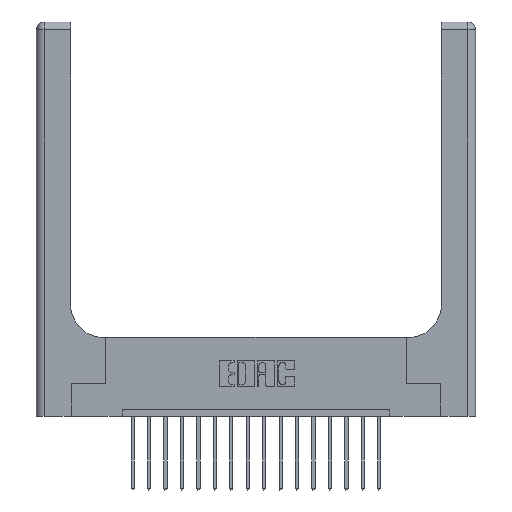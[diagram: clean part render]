
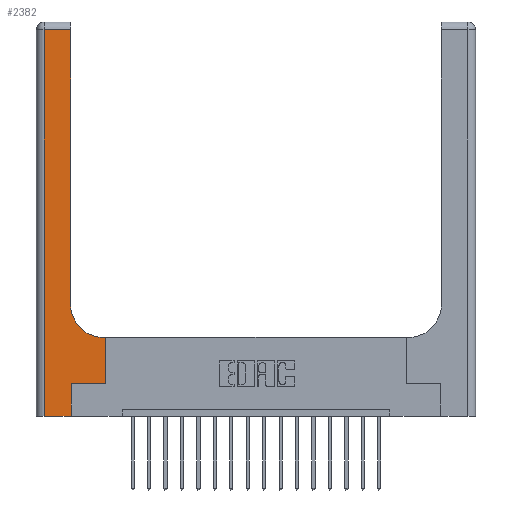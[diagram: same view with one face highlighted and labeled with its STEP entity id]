
A CAD part, top view. The second image highlights one B-rep face of the part: STEP entity #2382.
In plain terms, the highlighted planar face has unit normal (0, 0, 1).
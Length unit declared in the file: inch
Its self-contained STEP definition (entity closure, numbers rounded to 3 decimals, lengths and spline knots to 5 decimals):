
#151 = CARTESIAN_POINT ( 'NONE',  ( 0.528, 0.6, 0.37 ) ) ;
#251 = CARTESIAN_POINT ( 'NONE',  ( 0.265, 0.25, 0.37 ) ) ;
#349 = EDGE_CURVE ( 'NONE', #8339, #3010, #15227, .T. ) ;
#387 = VECTOR ( 'NONE', #5220, 39.37008 ) ;
#426 = VECTOR ( 'NONE', #6408, 39.37008 ) ;
#638 = LINE ( 'NONE', #14014, #14910 ) ;
#660 = VERTEX_POINT ( 'NONE', #151 ) ;
#778 = LINE ( 'NONE', #12527, #387 ) ;
#1682 = EDGE_CURVE ( 'NONE', #3010, #8131, #9797, .T. ) ;
#1981 = DIRECTION ( 'NONE',  ( -1., 0., 0. ) ) ;
#2202 = DIRECTION ( 'NONE',  ( 1., 0., 0. ) ) ;
#2223 = VECTOR ( 'NONE', #2202, 39.37008 ) ;
#2382 = ADVANCED_FACE ( 'NONE', ( #5042 ), #4943, .F. ) ;
#2449 = VERTEX_POINT ( 'NONE', #11387 ) ;
#3010 = VERTEX_POINT ( 'NONE', #251 ) ;
#3041 = ORIENTED_EDGE ( 'NONE', *, *, #13487, .T. ) ;
#3433 = CARTESIAN_POINT ( 'NONE',  ( 0., 0., 0.37 ) ) ;
#3960 = EDGE_CURVE ( 'NONE', #8131, #660, #778, .T. ) ;
#4774 = DIRECTION ( 'NONE',  ( 1., 0., 0. ) ) ;
#4943 = PLANE ( 'NONE',  #18616 ) ;
#5042 = FACE_OUTER_BOUND ( 'NONE', #13699, .T. ) ;
#5220 = DIRECTION ( 'NONE',  ( 0., 1., 0. ) ) ;
#5529 = VERTEX_POINT ( 'NONE', #9084 ) ;
#5948 = LINE ( 'NONE', #13716, #12230 ) ;
#6140 = CARTESIAN_POINT ( 'NONE',  ( 0.06, 0., 0.37 ) ) ;
#6313 = VERTEX_POINT ( 'NONE', #6140 ) ;
#6336 = EDGE_CURVE ( 'NONE', #660, #5529, #5948, .T. ) ;
#6408 = DIRECTION ( 'NONE',  ( 0., 1., 0. ) ) ;
#6470 = DIRECTION ( 'NONE',  ( 1., 0., 0. ) ) ;
#6620 = DIRECTION ( 'NONE',  ( 0., -1., 0. ) ) ;
#6672 = VERTEX_POINT ( 'NONE', #15826 ) ;
#6737 = CARTESIAN_POINT ( 'NONE',  ( 0.265, 0.25, 0.37 ) ) ;
#6840 = CARTESIAN_POINT ( 'NONE',  ( 0., 2.94, 0.37 ) ) ;
#7123 = DIRECTION ( 'NONE',  ( -1., 0., 0. ) ) ;
#7313 = EDGE_CURVE ( 'NONE', #6672, #18067, #10005, .T. ) ;
#7859 = LINE ( 'NONE', #3433, #14669 ) ;
#7919 = DIRECTION ( 'NONE',  ( 0., 1., 0. ) ) ;
#8003 = CARTESIAN_POINT ( 'NONE',  ( 0.51, 0.85, 0.37 ) ) ;
#8131 = VERTEX_POINT ( 'NONE', #16795 ) ;
#8339 = VERTEX_POINT ( 'NONE', #17388 ) ;
#8493 = AXIS2_PLACEMENT_3D ( 'NONE', #8003, #13760, #6470 ) ;
#9084 = CARTESIAN_POINT ( 'NONE',  ( 0.51, 0.6, 0.37 ) ) ;
#9269 = ORIENTED_EDGE ( 'NONE', *, *, #349, .T. ) ;
#9384 = DIRECTION ( 'NONE',  ( -1., 0., 0. ) ) ;
#9797 = LINE ( 'NONE', #6737, #2223 ) ;
#10005 = LINE ( 'NONE', #6840, #13787 ) ;
#10361 = EDGE_CURVE ( 'NONE', #5529, #2449, #15814, .T. ) ;
#10805 = CARTESIAN_POINT ( 'NONE',  ( 0., 3., 0.37 ) ) ;
#11387 = CARTESIAN_POINT ( 'NONE',  ( 0.26, 0.85, 0.37 ) ) ;
#11769 = ORIENTED_EDGE ( 'NONE', *, *, #3960, .T. ) ;
#12049 = ORIENTED_EDGE ( 'NONE', *, *, #7313, .T. ) ;
#12230 = VECTOR ( 'NONE', #1981, 39.37008 ) ;
#12440 = CARTESIAN_POINT ( 'NONE',  ( 0.265, 0., 0.37 ) ) ;
#12527 = CARTESIAN_POINT ( 'NONE',  ( 0.528, 0.25, 0.37 ) ) ;
#12653 = ORIENTED_EDGE ( 'NONE', *, *, #1682, .T. ) ;
#13487 = EDGE_CURVE ( 'NONE', #18067, #6313, #638, .T. ) ;
#13699 = EDGE_LOOP ( 'NONE', ( #17624, #12049, #3041, #16262, #9269, #12653, #11769, #18667, #16948 ) ) ;
#13716 = CARTESIAN_POINT ( 'NONE',  ( 0.26, 0.6, 0.37 ) ) ;
#13760 = DIRECTION ( 'NONE',  ( 0., 0., -1. ) ) ;
#13787 = VECTOR ( 'NONE', #7123, 39.37008 ) ;
#13860 = EDGE_CURVE ( 'NONE', #2449, #6672, #16803, .T. ) ;
#14014 = CARTESIAN_POINT ( 'NONE',  ( 0.06, 3., 0.37 ) ) ;
#14669 = VECTOR ( 'NONE', #4774, 39.37008 ) ;
#14910 = VECTOR ( 'NONE', #6620, 39.37008 ) ;
#15227 = LINE ( 'NONE', #12440, #16968 ) ;
#15523 = CARTESIAN_POINT ( 'NONE',  ( 0.26, 3., 0.37 ) ) ;
#15814 = CIRCLE ( 'NONE', #8493, 0.25 ) ;
#15826 = CARTESIAN_POINT ( 'NONE',  ( 0.26, 2.94, 0.37 ) ) ;
#16262 = ORIENTED_EDGE ( 'NONE', *, *, #17931, .T. ) ;
#16699 = DIRECTION ( 'NONE',  ( 0., 0., -1. ) ) ;
#16795 = CARTESIAN_POINT ( 'NONE',  ( 0.528, 0.25, 0.37 ) ) ;
#16803 = LINE ( 'NONE', #15523, #426 ) ;
#16948 = ORIENTED_EDGE ( 'NONE', *, *, #10361, .T. ) ;
#16968 = VECTOR ( 'NONE', #7919, 39.37008 ) ;
#17205 = CARTESIAN_POINT ( 'NONE',  ( 0.06, 2.94, 0.37 ) ) ;
#17388 = CARTESIAN_POINT ( 'NONE',  ( 0.265, 0., 0.37 ) ) ;
#17624 = ORIENTED_EDGE ( 'NONE', *, *, #13860, .T. ) ;
#17931 = EDGE_CURVE ( 'NONE', #6313, #8339, #7859, .T. ) ;
#18067 = VERTEX_POINT ( 'NONE', #17205 ) ;
#18616 = AXIS2_PLACEMENT_3D ( 'NONE', #10805, #16699, #9384 ) ;
#18667 = ORIENTED_EDGE ( 'NONE', *, *, #6336, .T. ) ;
